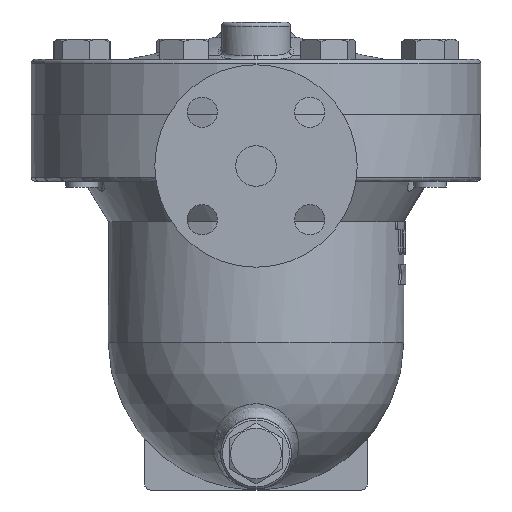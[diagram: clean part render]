
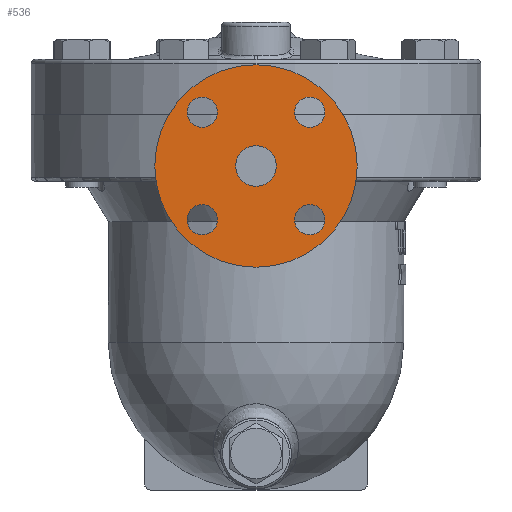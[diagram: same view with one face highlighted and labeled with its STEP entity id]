
A CAD part, left-side view. The second image highlights one B-rep face of the part: STEP entity #536.
In plain terms, the highlighted free-form (B-spline) face has degree [1, 1] with [2, 2] control points.
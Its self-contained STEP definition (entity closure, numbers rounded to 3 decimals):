
#73=CARTESIAN_POINT('',(-165.0,0.0,-2.5));
#74=VERTEX_POINT('',#73);
#75=CARTESIAN_POINT('',(-165.0,0.0,7.5));
#76=DIRECTION('',(1.0,0.0,0.0));
#77=DIRECTION('',(0.0,0.0,-1.0));
#78=AXIS2_PLACEMENT_3D('',#75,#76,#77);
#79=CIRCLE('',#78,10.0);
#80=EDGE_CURVE('',#74,#74,#79,.T.);
#317=CARTESIAN_POINT('',(-165.,0.0,57.5));
#318=VERTEX_POINT('',#317);
#319=CARTESIAN_POINT('',(-165.0,0.0,7.5));
#320=DIRECTION('',(-1.0,0.0,0.0));
#321=DIRECTION('',(0.0,0.0,1.0));
#322=AXIS2_PLACEMENT_3D('',#319,#320,#321);
#323=CIRCLE('',#322,50.0);
#324=EDGE_CURVE('',#318,#318,#323,.T.);
#441=CARTESIAN_POINT('',(-165.0,-19.017,34.017));
#442=VERTEX_POINT('',#441);
#443=CARTESIAN_POINT('',(-165.0,-26.517,34.017));
#444=DIRECTION('',(1.0,0.0,0.0));
#445=DIRECTION('',(0.0,1.0,0.0));
#446=AXIS2_PLACEMENT_3D('',#443,#444,#445);
#447=CIRCLE('',#446,7.5);
#448=EDGE_CURVE('',#442,#442,#447,.T.);
#461=CARTESIAN_POINT('',(-165.0,-26.517,-11.517));
#462=VERTEX_POINT('',#461);
#463=CARTESIAN_POINT('',(-165.0,-26.517,-19.017));
#464=DIRECTION('',(1.0,0.0,0.0));
#465=DIRECTION('',(0.0,0.0,1.0));
#466=AXIS2_PLACEMENT_3D('',#463,#464,#465);
#467=CIRCLE('',#466,7.5);
#468=EDGE_CURVE('',#462,#462,#467,.T.);
#481=CARTESIAN_POINT('',(-165.0,19.017,-19.017));
#482=VERTEX_POINT('',#481);
#483=CARTESIAN_POINT('',(-165.0,26.517,-19.017));
#484=DIRECTION('',(1.0,0.0,0.0));
#485=DIRECTION('',(0.0,-1.0,0.0));
#486=AXIS2_PLACEMENT_3D('',#483,#484,#485);
#487=CIRCLE('',#486,7.5);
#488=EDGE_CURVE('',#482,#482,#487,.T.);
#501=CARTESIAN_POINT('',(-165.0,26.517,26.517));
#502=VERTEX_POINT('',#501);
#503=CARTESIAN_POINT('',(-165.0,26.517,34.017));
#504=DIRECTION('',(1.0,0.0,0.0));
#505=DIRECTION('',(0.0,0.0,-1.0));
#506=AXIS2_PLACEMENT_3D('',#503,#504,#505);
#507=CIRCLE('',#506,7.5);
#508=EDGE_CURVE('',#502,#502,#507,.T.);
#513=CARTESIAN_POINT('',(-165.0,50.0,57.5));
#514=CARTESIAN_POINT('',(-165.,50.0,-42.5));
#515=CARTESIAN_POINT('',(-165.0,-50.0,57.5));
#516=CARTESIAN_POINT('',(-165.0,-50.0,-42.5));
#517=B_SPLINE_SURFACE_WITH_KNOTS('',1,1,((#513,#515),(#514,#516)),.UNSPECIFIED.,.F.,.F.,.U.,(2,2),(2,2),(0.0,100.0),(0.0,100.0),.UNSPECIFIED.);
#518=ORIENTED_EDGE('',*,*,#324,.T.);
#519=EDGE_LOOP('',(#518));
#520=FACE_OUTER_BOUND('',#519,.T.);
#521=ORIENTED_EDGE('',*,*,#80,.T.);
#522=EDGE_LOOP('',(#521));
#523=FACE_BOUND('',#522,.T.);
#524=ORIENTED_EDGE('',*,*,#448,.T.);
#525=EDGE_LOOP('',(#524));
#526=FACE_BOUND('',#525,.T.);
#527=ORIENTED_EDGE('',*,*,#468,.T.);
#528=EDGE_LOOP('',(#527));
#529=FACE_BOUND('',#528,.T.);
#530=ORIENTED_EDGE('',*,*,#488,.T.);
#531=EDGE_LOOP('',(#530));
#532=FACE_BOUND('',#531,.T.);
#533=ORIENTED_EDGE('',*,*,#508,.T.);
#534=EDGE_LOOP('',(#533));
#535=FACE_BOUND('',#534,.T.);
#536=ADVANCED_FACE('',(#520,#523,#526,#529,#532,#535),#517,.T.);
